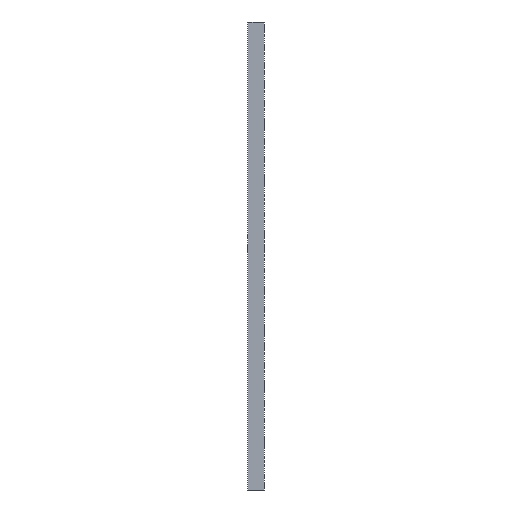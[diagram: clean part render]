
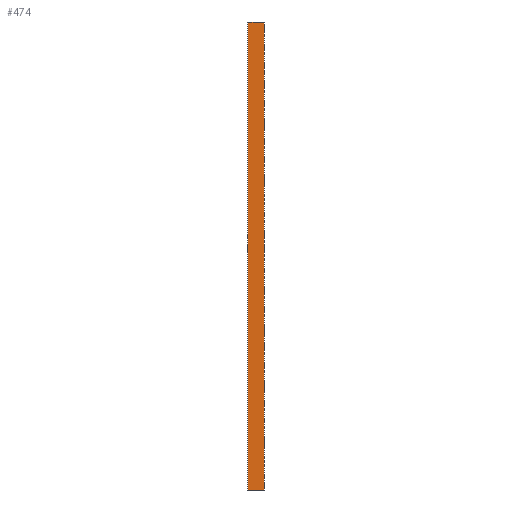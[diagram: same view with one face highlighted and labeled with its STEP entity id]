
A CAD part, left-side view. The second image highlights one B-rep face of the part: STEP entity #474.
In plain terms, the highlighted planar face has unit normal (-1, 0, 0).
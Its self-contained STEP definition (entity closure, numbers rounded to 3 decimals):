
#446 = CARTESIAN_POINT ( 'NONE',  ( -85., 0., 2000. ) ) ;
#474 = ADVANCED_FACE ( 'NONE', ( #12310 ), #3708, .F. ) ;
#633 = DIRECTION ( 'NONE',  ( 0., -1., 0. ) ) ;
#1046 = VECTOR ( 'NONE', #3194, 1000. ) ;
#1094 = EDGE_CURVE ( 'NONE', #6805, #2388, #13869, .T. ) ;
#1521 = VECTOR ( 'NONE', #633, 1000. ) ;
#2349 = DIRECTION ( 'NONE',  ( 0., 0., -1. ) ) ;
#2388 = VERTEX_POINT ( 'NONE', #11484 ) ;
#2585 = EDGE_CURVE ( 'NONE', #9978, #8892, #11791, .T. ) ;
#2892 = ORIENTED_EDGE ( 'NONE', *, *, #1094, .T. ) ;
#2994 = CARTESIAN_POINT ( 'NONE',  ( -85., 69.5, 2000. ) ) ;
#3194 = DIRECTION ( 'NONE',  ( 0., -1., 0. ) ) ;
#3708 = PLANE ( 'NONE',  #11939 ) ;
#4487 = EDGE_CURVE ( 'NONE', #9978, #6805, #10338, .T. ) ;
#4758 = CARTESIAN_POINT ( 'NONE',  ( -85., 0., 2000. ) ) ;
#6805 = VERTEX_POINT ( 'NONE', #7609 ) ;
#7109 = VECTOR ( 'NONE', #7884, 1000. ) ;
#7609 = CARTESIAN_POINT ( 'NONE',  ( -85., 69.5, 0. ) ) ;
#7884 = DIRECTION ( 'NONE',  ( 0., 0., -1. ) ) ;
#7898 = ORIENTED_EDGE ( 'NONE', *, *, #2585, .F. ) ;
#7973 = CARTESIAN_POINT ( 'NONE',  ( -85., 69.5, 2000. ) ) ;
#8892 = VERTEX_POINT ( 'NONE', #446 ) ;
#9277 = EDGE_LOOP ( 'NONE', ( #2892, #15628, #7898, #11172 ) ) ;
#9703 = CARTESIAN_POINT ( 'NONE',  ( -85., 5., 2000. ) ) ;
#9978 = VERTEX_POINT ( 'NONE', #7973 ) ;
#10338 = LINE ( 'NONE', #2994, #7109 ) ;
#10688 = VECTOR ( 'NONE', #2349, 1000. ) ;
#11039 = DIRECTION ( 'NONE',  ( 0., 0., -1. ) ) ;
#11172 = ORIENTED_EDGE ( 'NONE', *, *, #4487, .T. ) ;
#11484 = CARTESIAN_POINT ( 'NONE',  ( -85., 0., 0. ) ) ;
#11627 = CARTESIAN_POINT ( 'NONE',  ( -85., 54.3, 2000. ) ) ;
#11791 = LINE ( 'NONE', #11627, #1046 ) ;
#11939 = AXIS2_PLACEMENT_3D ( 'NONE', #9703, #14553, #11039 ) ;
#12310 = FACE_OUTER_BOUND ( 'NONE', #9277, .T. ) ;
#12738 = CARTESIAN_POINT ( 'NONE',  ( -85., 5., 0. ) ) ;
#12918 = EDGE_CURVE ( 'NONE', #8892, #2388, #15581, .T. ) ;
#13869 = LINE ( 'NONE', #12738, #1521 ) ;
#14553 = DIRECTION ( 'NONE',  ( 1., 0., 0. ) ) ;
#15581 = LINE ( 'NONE', #4758, #10688 ) ;
#15628 = ORIENTED_EDGE ( 'NONE', *, *, #12918, .F. ) ;
